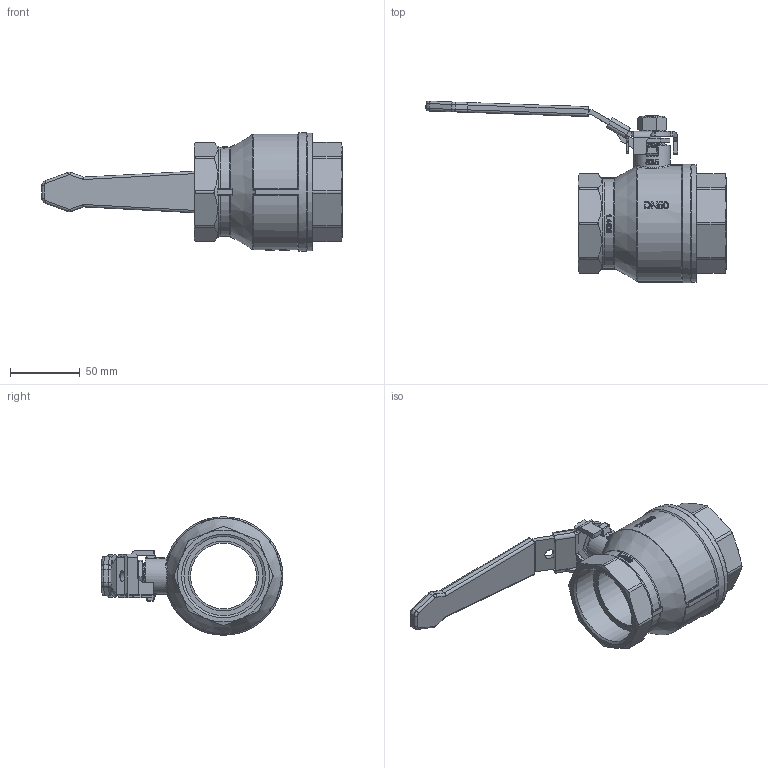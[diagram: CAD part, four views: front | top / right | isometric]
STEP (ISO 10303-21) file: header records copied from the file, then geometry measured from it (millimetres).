
FILE_DESCRIPTION (( 'STEP AP214' ), '1' );
FILE_NAME ('DVGW-K2-200-W00-4 Kugelhahn 2204.STEP', '2022-04-26T10:50:26', ( '' ), ( '' ), 'SwSTEP 2.0', 'SolidWorks 2019', '' );
FILE_SCHEMA (( 'AUTOMOTIVE_DESIGN' ));
Length unit declared in the file: millimetre
Products named in the file (1): DVGW-K2-200-W00-4 Kugelhahn 2204
Bounding box: 215.1 x 130.14 x 85 mm (x, y, z)
Volume: 283065.8 mm3; surface area: 66725.9 mm2
Topology: 2 solids, 2 shells, 830 faces, 2148 edges, 1374 vertices
Faces by surface type: plane 301, bspline 293, cylinder 169, cone 36, torus 23, sphere 8
Full cylindrical faces by diameter (mm): 7.5 x1, 13.4 x1, 18.3 x1, 20 x1, 26 x1, 47.2 x1, 50 x1, 56.656 x2, 84 x1, 85 x1
Entity records: 40997 total; most frequent: CARTESIAN_POINT 14278, ORIENTED_EDGE 4218, DIRECTION 2626, EDGE_CURVE 2109, VERTEX_POINT 1362, VECTOR 922, LINE 922, EDGE_LOOP 913
